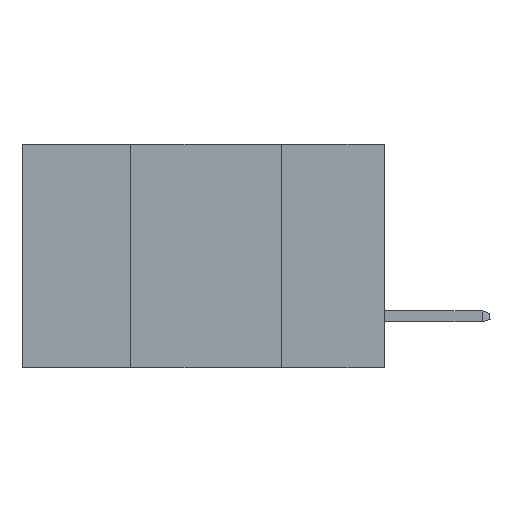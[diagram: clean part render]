
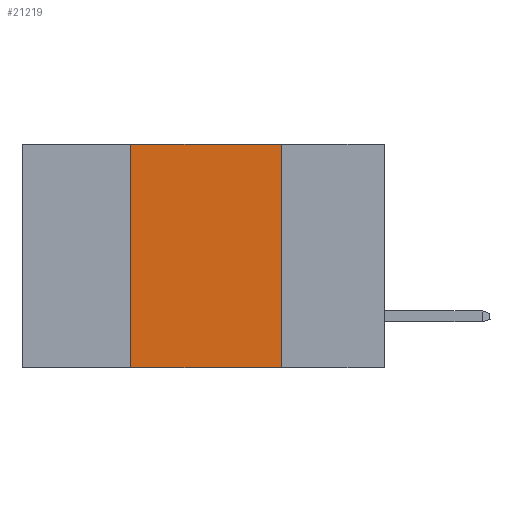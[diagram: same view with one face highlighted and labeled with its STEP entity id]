
A CAD part, left-side view. The second image highlights one B-rep face of the part: STEP entity #21219.
In plain terms, the highlighted planar face has unit normal (-1, 0, 0).
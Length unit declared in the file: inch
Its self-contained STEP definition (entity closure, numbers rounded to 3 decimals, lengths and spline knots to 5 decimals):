
#190 = CARTESIAN_POINT ( 'NONE',  ( 0., 0.17, -0.37 ) ) ;
#874 = EDGE_CURVE ( 'NONE', #20770, #16756, #3017, .T. ) ;
#1263 = CARTESIAN_POINT ( 'NONE',  ( 0., 0.6, 0. ) ) ;
#1606 = VECTOR ( 'NONE', #13060, 39.37008 ) ;
#2690 = ORIENTED_EDGE ( 'NONE', *, *, #874, .F. ) ;
#2751 = VERTEX_POINT ( 'NONE', #13845 ) ;
#2773 = VECTOR ( 'NONE', #8890, 39.37008 ) ;
#2926 = VERTEX_POINT ( 'NONE', #7912 ) ;
#3006 = DIRECTION ( 'NONE',  ( 1., 0., 0. ) ) ;
#3017 = LINE ( 'NONE', #12833, #1606 ) ;
#3162 = CARTESIAN_POINT ( 'NONE',  ( 0., 0.6, 0. ) ) ;
#3525 = AXIS2_PLACEMENT_3D ( 'NONE', #3162, #3006, #17122 ) ;
#3888 = LINE ( 'NONE', #1263, #2773 ) ;
#4361 = DIRECTION ( 'NONE',  ( 0., -1., 0. ) ) ;
#6011 = ORIENTED_EDGE ( 'NONE', *, *, #16765, .F. ) ;
#7322 = EDGE_CURVE ( 'NONE', #2926, #20770, #3888, .T. ) ;
#7912 = CARTESIAN_POINT ( 'NONE',  ( 0., 0.42, 0. ) ) ;
#7980 = CARTESIAN_POINT ( 'NONE',  ( 0., 0.17, 0. ) ) ;
#8890 = DIRECTION ( 'NONE',  ( 0., -1., 0. ) ) ;
#10873 = FACE_OUTER_BOUND ( 'NONE', #21495, .T. ) ;
#12833 = CARTESIAN_POINT ( 'NONE',  ( 0., 0.17, 0. ) ) ;
#13060 = DIRECTION ( 'NONE',  ( 0., 0., -1. ) ) ;
#13845 = CARTESIAN_POINT ( 'NONE',  ( 0., 0.42, -0.37 ) ) ;
#13958 = LINE ( 'NONE', #20482, #21697 ) ;
#14458 = VECTOR ( 'NONE', #17998, 39.37008 ) ;
#14992 = LINE ( 'NONE', #21390, #14458 ) ;
#15447 = EDGE_CURVE ( 'NONE', #2751, #16756, #13958, .T. ) ;
#16756 = VERTEX_POINT ( 'NONE', #190 ) ;
#16765 = EDGE_CURVE ( 'NONE', #2751, #2926, #14992, .T. ) ;
#16997 = ORIENTED_EDGE ( 'NONE', *, *, #15447, .T. ) ;
#17044 = PLANE ( 'NONE',  #3525 ) ;
#17122 = DIRECTION ( 'NONE',  ( 0., 0., -1. ) ) ;
#17998 = DIRECTION ( 'NONE',  ( 0., 0., 1. ) ) ;
#20482 = CARTESIAN_POINT ( 'NONE',  ( 0., 0.6, -0.37 ) ) ;
#20770 = VERTEX_POINT ( 'NONE', #7980 ) ;
#21219 = ADVANCED_FACE ( 'NONE', ( #10873 ), #17044, .F. ) ;
#21390 = CARTESIAN_POINT ( 'NONE',  ( 0., 0.42, 0. ) ) ;
#21495 = EDGE_LOOP ( 'NONE', ( #2690, #22365, #6011, #16997 ) ) ;
#21697 = VECTOR ( 'NONE', #4361, 39.37008 ) ;
#22365 = ORIENTED_EDGE ( 'NONE', *, *, #7322, .F. ) ;
